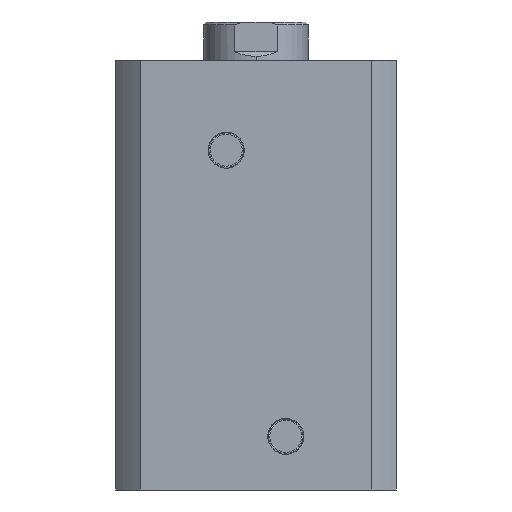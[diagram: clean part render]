
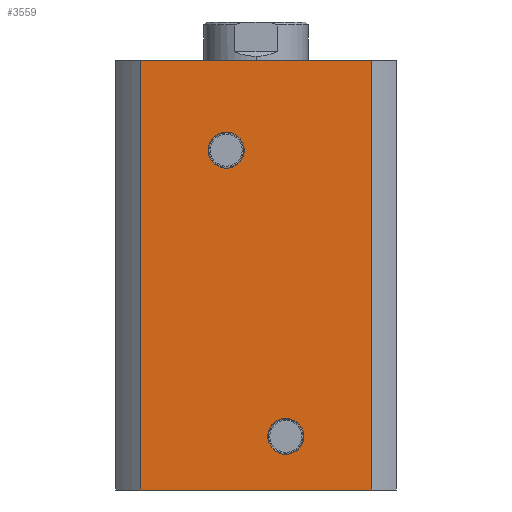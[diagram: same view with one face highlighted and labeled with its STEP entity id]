
A CAD part, left-side view. The second image highlights one B-rep face of the part: STEP entity #3559.
In plain terms, the highlighted planar face has unit normal (-1, 0, 0).
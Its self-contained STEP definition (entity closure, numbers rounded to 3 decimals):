
#9 = CARTESIAN_POINT ( 'NONE',  ( -47., 38.884, 144. ) ) ;
#12 = CARTESIAN_POINT ( 'NONE',  ( -47., -38.884, 144. ) ) ;
#17 = CARTESIAN_POINT ( 'NONE',  ( -47., -38.884, 0. ) ) ;
#19 = CARTESIAN_POINT ( 'NONE',  ( -47., 38.884, 0. ) ) ;
#159 = EDGE_LOOP ( 'NONE', ( #1645, #1646 ) ) ;
#166 = EDGE_LOOP ( 'NONE', ( #1633, #1634, #1635, #1636 ) ) ;
#244 = EDGE_LOOP ( 'NONE', ( #1647, #1648 ) ) ;
#641 = AXIS2_PLACEMENT_3D ( 'NONE', #1128, #1125, #1132 ) ;
#1125 = DIRECTION ( 'NONE',  ( 1., 0., 0. ) ) ;
#1128 = CARTESIAN_POINT ( 'NONE',  ( -47., 0., 144. ) ) ;
#1130 = PLANE ( 'NONE',  #641 ) ;
#1132 = DIRECTION ( 'NONE',  ( 0., 1., 0. ) ) ;
#1189 = CIRCLE ( 'NONE', #2604, 6.06 ) ;
#1193 = CIRCLE ( 'NONE', #2603, 6.06 ) ;
#1197 = LINE ( 'NONE', #1370, #1200 ) ;
#1200 = VECTOR ( 'NONE', #1371, 1000. ) ;
#1201 = LINE ( 'NONE', #1374, #1204 ) ;
#1204 = VECTOR ( 'NONE', #1376, 1000. ) ;
#1205 = LINE ( 'NONE', #1375, #1207 ) ;
#1207 = VECTOR ( 'NONE', #1366, 1000. ) ;
#1363 = CARTESIAN_POINT ( 'NONE',  ( -47., -10., 18. ) ) ;
#1364 = DIRECTION ( 'NONE',  ( -1., 0., 0. ) ) ;
#1365 = DIRECTION ( 'NONE',  ( 0., 0., 1. ) ) ;
#1366 = DIRECTION ( 'NONE',  ( 0., -1., 0. ) ) ;
#1370 = CARTESIAN_POINT ( 'NONE',  ( -47., 0., 0. ) ) ;
#1371 = DIRECTION ( 'NONE',  ( 0., -1., 0. ) ) ;
#1374 = CARTESIAN_POINT ( 'NONE',  ( -47., -38.884, 144. ) ) ;
#1375 = CARTESIAN_POINT ( 'NONE',  ( -47., 0., 144. ) ) ;
#1376 = DIRECTION ( 'NONE',  ( 0., 0., -1. ) ) ;
#1462 = EDGE_CURVE ( 'NONE', #3142, #3152, #2895, .T. ) ;
#1490 = EDGE_CURVE ( 'NONE', #3662, #3650, #1189, .T. ) ;
#1492 = EDGE_CURVE ( 'NONE', #3629, #3628, #1193, .T. ) ;
#1495 = EDGE_CURVE ( 'NONE', #3152, #3150, #1197, .T. ) ;
#1497 = EDGE_CURVE ( 'NONE', #3145, #3150, #1201, .T. ) ;
#1499 = EDGE_CURVE ( 'NONE', #3142, #3145, #1205, .T. ) ;
#1633 = ORIENTED_EDGE ( 'NONE', *, *, #1495, .T. ) ;
#1634 = ORIENTED_EDGE ( 'NONE', *, *, #1497, .F. ) ;
#1635 = ORIENTED_EDGE ( 'NONE', *, *, #1499, .F. ) ;
#1636 = ORIENTED_EDGE ( 'NONE', *, *, #1462, .T. ) ;
#1645 = ORIENTED_EDGE ( 'NONE', *, *, #1490, .F. ) ;
#1646 = ORIENTED_EDGE ( 'NONE', *, *, #2662, .F. ) ;
#1647 = ORIENTED_EDGE ( 'NONE', *, *, #1492, .F. ) ;
#1648 = ORIENTED_EDGE ( 'NONE', *, *, #2670, .F. ) ;
#1851 = CIRCLE ( 'NONE', #2565, 6.06 ) ;
#1863 = CIRCLE ( 'NONE', #2561, 6.06 ) ;
#2095 = CARTESIAN_POINT ( 'NONE',  ( -47., 10., 114. ) ) ;
#2096 = DIRECTION ( 'NONE',  ( -1., 0., 0. ) ) ;
#2097 = DIRECTION ( 'NONE',  ( 0., 0., 1. ) ) ;
#2124 = CARTESIAN_POINT ( 'NONE',  ( -47., 38.884, 144. ) ) ;
#2126 = DIRECTION ( 'NONE',  ( 0., 0., -1. ) ) ;
#2346 = CARTESIAN_POINT ( 'NONE',  ( -47., -10., 11.94 ) ) ;
#2347 = CARTESIAN_POINT ( 'NONE',  ( -47., -10., 24.06 ) ) ;
#2368 = CARTESIAN_POINT ( 'NONE',  ( -47., 10., 107.94 ) ) ;
#2380 = CARTESIAN_POINT ( 'NONE',  ( -47., 10., 120.06 ) ) ;
#2443 = FACE_OUTER_BOUND ( 'NONE', #166, .T. ) ;
#2446 = FACE_BOUND ( 'NONE', #159, .T. ) ;
#2451 = FACE_BOUND ( 'NONE', #244, .T. ) ;
#2561 = AXIS2_PLACEMENT_3D ( 'NONE', #2914, #2915, #2916 ) ;
#2565 = AXIS2_PLACEMENT_3D ( 'NONE', #3268, #3269, #3270 ) ;
#2603 = AXIS2_PLACEMENT_3D ( 'NONE', #1363, #1364, #1365 ) ;
#2604 = AXIS2_PLACEMENT_3D ( 'NONE', #2095, #2096, #2097 ) ;
#2662 = EDGE_CURVE ( 'NONE', #3650, #3662, #1851, .T. ) ;
#2670 = EDGE_CURVE ( 'NONE', #3628, #3629, #1863, .T. ) ;
#2895 = LINE ( 'NONE', #2124, #2898 ) ;
#2898 = VECTOR ( 'NONE', #2126, 1000. ) ;
#2914 = CARTESIAN_POINT ( 'NONE',  ( -47., -10., 18. ) ) ;
#2915 = DIRECTION ( 'NONE',  ( -1., 0., 0. ) ) ;
#2916 = DIRECTION ( 'NONE',  ( 0., 0., 1. ) ) ;
#3142 = VERTEX_POINT ( 'NONE', #9 ) ;
#3145 = VERTEX_POINT ( 'NONE', #12 ) ;
#3150 = VERTEX_POINT ( 'NONE', #17 ) ;
#3152 = VERTEX_POINT ( 'NONE', #19 ) ;
#3268 = CARTESIAN_POINT ( 'NONE',  ( -47., 10., 114. ) ) ;
#3269 = DIRECTION ( 'NONE',  ( -1., 0., 0. ) ) ;
#3270 = DIRECTION ( 'NONE',  ( 0., 0., 1. ) ) ;
#3559 = ADVANCED_FACE ( 'NONE', ( #2446, #2451, #2443 ), #1130, .F. ) ;
#3628 = VERTEX_POINT ( 'NONE', #2346 ) ;
#3629 = VERTEX_POINT ( 'NONE', #2347 ) ;
#3650 = VERTEX_POINT ( 'NONE', #2368 ) ;
#3662 = VERTEX_POINT ( 'NONE', #2380 ) ;
